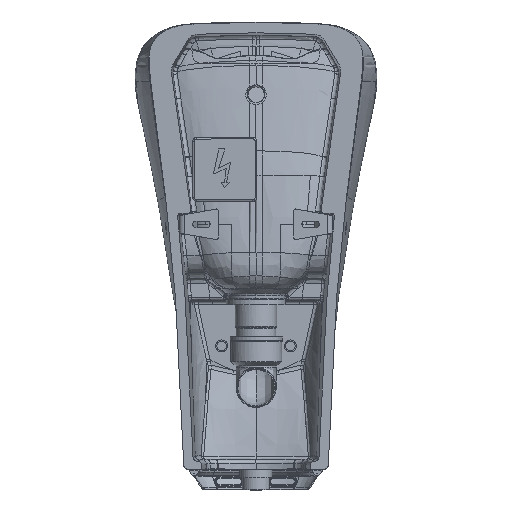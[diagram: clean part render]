
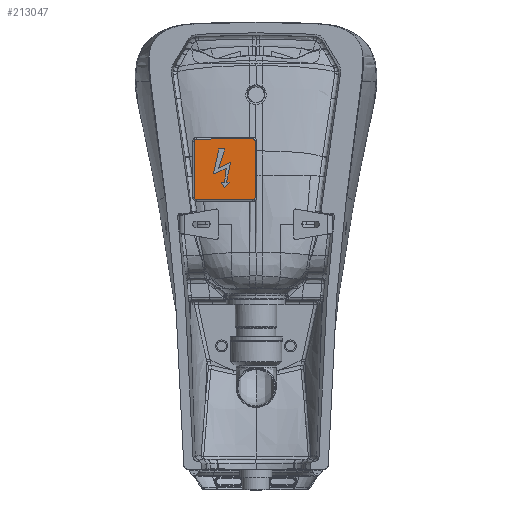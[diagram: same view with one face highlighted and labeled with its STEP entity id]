
A CAD part, left-side view. The second image highlights one B-rep face of the part: STEP entity #213047.
In plain terms, the highlighted face is planar.
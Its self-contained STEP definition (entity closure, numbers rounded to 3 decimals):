
#212305=CARTESIAN_POINT('',(-26.976,-29.648,15.0));
#212306=VERTEX_POINT('',#212305);
#212313=CARTESIAN_POINT('',(-18.783,-5.232,15.0));
#212314=VERTEX_POINT('',#212313);
#212315=CARTESIAN_POINT('',(-18.783,-5.232,15.0));
#212316=DIRECTION('',(-0.318,-0.948,0.0));
#212317=VECTOR('',#212316,25.754);
#212318=LINE('',#212315,#212317);
#212319=EDGE_CURVE('',#212314,#212306,#212318,.T.);
#212343=CARTESIAN_POINT('',(-11.635,-22.018,15.0));
#212344=VERTEX_POINT('',#212343);
#212351=CARTESIAN_POINT('',(-26.976,-29.648,15.0));
#212352=DIRECTION('',(0.895,0.445,0.0));
#212353=VECTOR('',#212352,17.133);
#212354=LINE('',#212351,#212353);
#212355=EDGE_CURVE('',#212306,#212344,#212354,.T.);
#212374=CARTESIAN_POINT('',(-16.912,-46.974,15.0));
#212375=VERTEX_POINT('',#212374);
#212382=CARTESIAN_POINT('',(-11.635,-22.018,15.0));
#212383=DIRECTION('',(-0.207,-0.978,0.0));
#212384=VECTOR('',#212383,25.508);
#212385=LINE('',#212382,#212384);
#212386=EDGE_CURVE('',#212344,#212375,#212385,.T.);
#212405=CARTESIAN_POINT('',(-13.465,-46.974,15.0));
#212406=VERTEX_POINT('',#212405);
#212413=CARTESIAN_POINT('',(-16.912,-46.974,15.0));
#212414=DIRECTION('',(1.0,0.0,0.0));
#212415=VECTOR('',#212414,3.447);
#212416=LINE('',#212413,#212415);
#212417=EDGE_CURVE('',#212375,#212406,#212416,.T.);
#212436=CARTESIAN_POINT('',(-19.82,-53.602,15.0));
#212437=VERTEX_POINT('',#212436);
#212444=CARTESIAN_POINT('',(-13.465,-46.974,15.0));
#212445=DIRECTION('',(-0.692,-0.722,0.0));
#212446=VECTOR('',#212445,9.182);
#212447=LINE('',#212444,#212446);
#212448=EDGE_CURVE('',#212406,#212437,#212447,.T.);
#212467=CARTESIAN_POINT('',(-23.145,-46.916,15.0));
#212468=VERTEX_POINT('',#212467);
#212475=CARTESIAN_POINT('',(-19.82,-53.602,15.0));
#212476=DIRECTION('',(-0.445,0.895,0.0));
#212477=VECTOR('',#212476,7.467);
#212478=LINE('',#212475,#212477);
#212479=EDGE_CURVE('',#212437,#212468,#212478,.T.);
#212498=CARTESIAN_POINT('',(-19.305,-46.916,15.0));
#212499=VERTEX_POINT('',#212498);
#212506=CARTESIAN_POINT('',(-23.145,-46.916,15.0));
#212507=DIRECTION('',(1.0,0.0,0.0));
#212508=VECTOR('',#212507,3.84);
#212509=LINE('',#212506,#212508);
#212510=EDGE_CURVE('',#212468,#212499,#212509,.T.);
#212529=CARTESIAN_POINT('',(-17.177,-29.648,15.0));
#212530=VERTEX_POINT('',#212529);
#212537=CARTESIAN_POINT('',(-19.305,-46.916,15.0));
#212538=DIRECTION('',(0.122,0.992,0.0));
#212539=VECTOR('',#212538,17.399);
#212540=LINE('',#212537,#212539);
#212541=EDGE_CURVE('',#212499,#212530,#212540,.T.);
#212560=CARTESIAN_POINT('',(-33.017,-36.461,15.0));
#212561=VERTEX_POINT('',#212560);
#212568=CARTESIAN_POINT('',(-17.177,-29.648,15.0));
#212569=DIRECTION('',(-0.919,-0.395,0.0));
#212570=VECTOR('',#212569,17.243);
#212571=LINE('',#212568,#212570);
#212572=EDGE_CURVE('',#212530,#212561,#212571,.T.);
#212591=CARTESIAN_POINT('',(-26.413,-5.232,15.0));
#212592=VERTEX_POINT('',#212591);
#212599=CARTESIAN_POINT('',(-33.017,-36.461,15.0));
#212600=DIRECTION('',(0.207,0.978,0.0));
#212601=VECTOR('',#212600,31.92);
#212602=LINE('',#212599,#212601);
#212603=EDGE_CURVE('',#212561,#212592,#212602,.T.);
#212621=CARTESIAN_POINT('',(-26.413,-5.232,15.0));
#212622=DIRECTION('',(1.0,0.0,0.0));
#212623=VECTOR('',#212622,7.63);
#212624=LINE('',#212621,#212623);
#212625=EDGE_CURVE('',#212592,#212314,#212624,.T.);
#212657=CARTESIAN_POINT('',(15.936,-68.773,15.0));
#212658=VERTEX_POINT('',#212657);
#212666=CARTESIAN_POINT('',(-54.064,-68.773,15.0));
#212667=VERTEX_POINT('',#212666);
#212668=CARTESIAN_POINT('',(15.936,-68.773,15.0));
#212669=DIRECTION('',(-1.0,0.0,0.0));
#212670=VECTOR('',#212669,70.0);
#212671=LINE('',#212668,#212670);
#212672=EDGE_CURVE('',#212658,#212667,#212671,.T.);
#212697=CARTESIAN_POINT('',(-57.064,-65.773,15.0));
#212698=VERTEX_POINT('',#212697);
#212716=CARTESIAN_POINT('',(-54.064,-65.773,15.0));
#212717=DIRECTION('',(0.0,0.0,-1.));
#212718=DIRECTION('',(-0.707,-0.707,0.0));
#212719=AXIS2_PLACEMENT_3D('',#212716,#212717,#212718);
#212720=CIRCLE('',#212719,3.);
#212721=EDGE_CURVE('',#212667,#212698,#212720,.T.);
#212731=CARTESIAN_POINT('',(-57.064,4.227,15.0));
#212732=VERTEX_POINT('',#212731);
#212749=CARTESIAN_POINT('',(-57.064,-65.773,15.0));
#212750=DIRECTION('',(0.0,1.0,0.0));
#212751=VECTOR('',#212750,70.0);
#212752=LINE('',#212749,#212751);
#212753=EDGE_CURVE('',#212698,#212732,#212752,.T.);
#212763=CARTESIAN_POINT('',(-54.064,7.227,15.0));
#212764=VERTEX_POINT('',#212763);
#212782=CARTESIAN_POINT('',(-54.064,4.227,15.0));
#212783=DIRECTION('',(0.0,0.0,-1.0));
#212784=DIRECTION('',(-0.707,0.707,0.0));
#212785=AXIS2_PLACEMENT_3D('',#212782,#212783,#212784);
#212786=CIRCLE('',#212785,3.0);
#212787=EDGE_CURVE('',#212732,#212764,#212786,.T.);
#212797=CARTESIAN_POINT('',(15.936,7.227,15.0));
#212798=VERTEX_POINT('',#212797);
#212815=CARTESIAN_POINT('',(-54.064,7.227,15.0));
#212816=DIRECTION('',(1.0,0.0,0.0));
#212817=VECTOR('',#212816,70.0);
#212818=LINE('',#212815,#212817);
#212819=EDGE_CURVE('',#212764,#212798,#212818,.T.);
#212829=CARTESIAN_POINT('',(18.936,4.227,15.0));
#212830=VERTEX_POINT('',#212829);
#212848=CARTESIAN_POINT('',(15.936,4.227,15.0));
#212849=DIRECTION('',(0.0,0.0,-1.0));
#212850=DIRECTION('',(0.707,0.707,0.0));
#212851=AXIS2_PLACEMENT_3D('',#212848,#212849,#212850);
#212852=CIRCLE('',#212851,3.);
#212853=EDGE_CURVE('',#212798,#212830,#212852,.T.);
#212863=CARTESIAN_POINT('',(18.936,-65.773,15.0));
#212864=VERTEX_POINT('',#212863);
#212881=CARTESIAN_POINT('',(18.936,4.227,15.0));
#212882=DIRECTION('',(0.0,-1.0,0.0));
#212883=VECTOR('',#212882,70.0);
#212884=LINE('',#212881,#212883);
#212885=EDGE_CURVE('',#212830,#212864,#212884,.T.);
#212904=CARTESIAN_POINT('',(15.936,-65.773,15.0));
#212905=DIRECTION('',(0.0,0.0,-1.0));
#212906=DIRECTION('',(0.707,-0.707,0.0));
#212907=AXIS2_PLACEMENT_3D('',#212904,#212905,#212906);
#212908=CIRCLE('',#212907,3.0);
#212909=EDGE_CURVE('',#212864,#212658,#212908,.T.);
#213019=CARTESIAN_POINT('',(-19.064,-30.773,15.0));
#213020=DIRECTION('',(0.0,0.0,1.0));
#213021=DIRECTION('',(1.0,0.0,0.0));
#213022=AXIS2_PLACEMENT_3D('',#213019,#213020,#213021);
#213023=PLANE('',#213022);
#213024=ORIENTED_EDGE('',*,*,#212672,.F.);
#213025=ORIENTED_EDGE('',*,*,#212909,.F.);
#213026=ORIENTED_EDGE('',*,*,#212885,.F.);
#213027=ORIENTED_EDGE('',*,*,#212853,.F.);
#213028=ORIENTED_EDGE('',*,*,#212819,.F.);
#213029=ORIENTED_EDGE('',*,*,#212787,.F.);
#213030=ORIENTED_EDGE('',*,*,#212753,.F.);
#213031=ORIENTED_EDGE('',*,*,#212721,.F.);
#213032=EDGE_LOOP('',(#213024,#213025,#213026,#213027,#213028,#213029,#213030,#213031));
#213033=FACE_OUTER_BOUND('',#213032,.T.);
#213034=ORIENTED_EDGE('',*,*,#212319,.T.);
#213035=ORIENTED_EDGE('',*,*,#212355,.T.);
#213036=ORIENTED_EDGE('',*,*,#212386,.T.);
#213037=ORIENTED_EDGE('',*,*,#212417,.T.);
#213038=ORIENTED_EDGE('',*,*,#212448,.T.);
#213039=ORIENTED_EDGE('',*,*,#212479,.T.);
#213040=ORIENTED_EDGE('',*,*,#212510,.T.);
#213041=ORIENTED_EDGE('',*,*,#212541,.T.);
#213042=ORIENTED_EDGE('',*,*,#212572,.T.);
#213043=ORIENTED_EDGE('',*,*,#212603,.T.);
#213044=ORIENTED_EDGE('',*,*,#212625,.T.);
#213045=EDGE_LOOP('',(#213034,#213035,#213036,#213037,#213038,#213039,#213040,#213041,#213042,#213043,#213044));
#213046=FACE_BOUND('',#213045,.T.);
#213047=ADVANCED_FACE('',(#213033,#213046),#213023,.T.);
